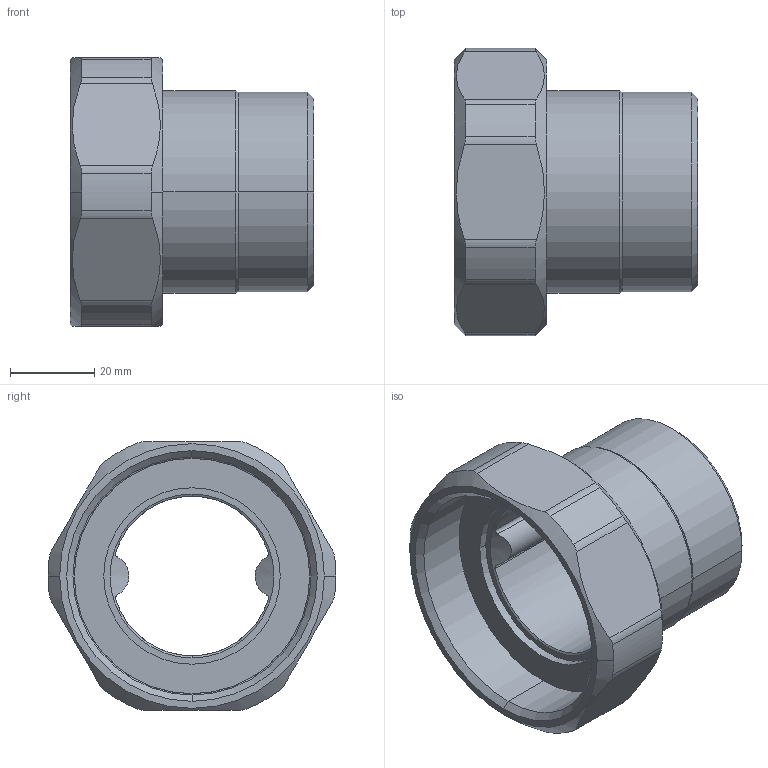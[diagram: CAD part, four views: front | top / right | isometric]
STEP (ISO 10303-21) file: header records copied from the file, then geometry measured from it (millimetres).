
FILE_DESCRIPTION((''),'2;1');
FILE_NAME('003Z0279_ASM','2023-10-17T15:18:21',('U386487'),('Danfoss'),'CREO PARAMETRIC BY PTC INC, 2022124','CREO PARAMETRIC BY PTC INC, 2022124','');
FILE_SCHEMA(('CONFIG_CONTROL_DESIGN'));
Length unit declared in the file: millimetre
Products named in the file (4): 56705590; 56705040; 54541155; 003Z0279_ASM
Assembly tree (3 placements, depth 2):
  003Z0279_ASM
    56705590
    56705040
    54541155
Bounding box: 58 x 68.5 x 64 mm (x, y, z)
Volume: 54175.6 mm3; surface area: 27727.4 mm2
Topology: 3 solids, 3 shells, 88 faces, 212 edges, 132 vertices
Faces by surface type: cylinder 42, cone 22, plane 14, torus 10
Entity records: 2876 total; most frequent: CARTESIAN_POINT 725, DIRECTION 448, ORIENTED_EDGE 424, EDGE_CURVE 212, AXIS2_PLACEMENT_3D 189, VERTEX_POINT 132, EDGE_LOOP 96, CIRCLE 94
